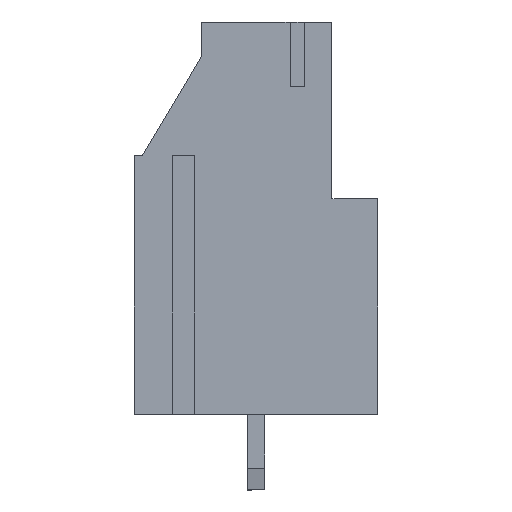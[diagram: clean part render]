
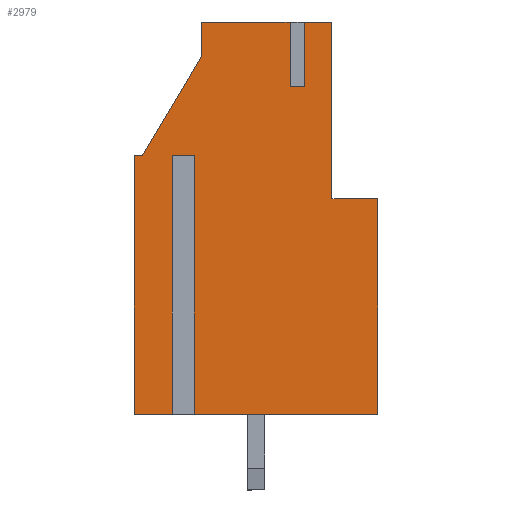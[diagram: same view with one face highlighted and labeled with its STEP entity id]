
A CAD part, top view. The second image highlights one B-rep face of the part: STEP entity #2979.
In plain terms, the highlighted planar face has unit normal (0, 0, 1).
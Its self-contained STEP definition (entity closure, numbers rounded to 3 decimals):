
#18 = LINE ( 'NONE', #2352, #1696 ) ;
#53 = LINE ( 'NONE', #3817, #208 ) ;
#57 = EDGE_CURVE ( 'NONE', #3073, #2110, #1668, .T. ) ;
#77 = CARTESIAN_POINT ( 'NONE',  ( -4.9, -0.15, 20.3 ) ) ;
#89 = FACE_OUTER_BOUND ( 'NONE', #3770, .T. ) ;
#136 = VECTOR ( 'NONE', #1914, 1000. ) ;
#189 = EDGE_CURVE ( 'NONE', #2636, #550, #2586, .T. ) ;
#208 = VECTOR ( 'NONE', #422, 1000. ) ;
#227 = CARTESIAN_POINT ( 'NONE',  ( -10.15, 2.25, 20.3 ) ) ;
#233 = VECTOR ( 'NONE', #4230, 1000. ) ;
#265 = VERTEX_POINT ( 'NONE', #2175 ) ;
#341 = CARTESIAN_POINT ( 'NONE',  ( -2.921, 2.25, 20.3 ) ) ;
#360 = ORIENTED_EDGE ( 'NONE', *, *, #1327, .F. ) ;
#414 = EDGE_CURVE ( 'NONE', #2110, #265, #3916, .T. ) ;
#420 = CARTESIAN_POINT ( 'NONE',  ( -10.075, 11.85, 20.3 ) ) ;
#422 = DIRECTION ( 'NONE',  ( -1., 0., 0. ) ) ;
#438 = VERTEX_POINT ( 'NONE', #4288 ) ;
#447 = EDGE_CURVE ( 'NONE', #3942, #3172, #53, .T. ) ;
#501 = ORIENTED_EDGE ( 'NONE', *, *, #3230, .F. ) ;
#550 = VERTEX_POINT ( 'NONE', #1702 ) ;
#605 = CARTESIAN_POINT ( 'NONE',  ( -2.921, 18.05, 20.3 ) ) ;
#630 = CARTESIAN_POINT ( 'NONE',  ( -2.229, 2.25, 20.3 ) ) ;
#683 = VERTEX_POINT ( 'NONE', #4850 ) ;
#739 = LINE ( 'NONE', #420, #3533 ) ;
#743 = VECTOR ( 'NONE', #4005, 1000. ) ;
#783 = CARTESIAN_POINT ( 'NONE',  ( -8.221, 2.25, 20.3 ) ) ;
#815 = CARTESIAN_POINT ( 'NONE',  ( -0.975, 18.05, 20.3 ) ) ;
#997 = VERTEX_POINT ( 'NONE', #1068 ) ;
#1068 = CARTESIAN_POINT ( 'NONE',  ( -0.975, 9.85, 20.3 ) ) ;
#1086 = EDGE_CURVE ( 'NONE', #4592, #3779, #4281, .T. ) ;
#1152 = ORIENTED_EDGE ( 'NONE', *, *, #189, .F. ) ;
#1199 = LINE ( 'NONE', #1641, #3931 ) ;
#1205 = ORIENTED_EDGE ( 'NONE', *, *, #3873, .F. ) ;
#1250 = CARTESIAN_POINT ( 'NONE',  ( -10.15, 11.85, 20.3 ) ) ;
#1252 = CARTESIAN_POINT ( 'NONE',  ( -7.529, 11.85, 20.3 ) ) ;
#1325 = LINE ( 'NONE', #2513, #743 ) ;
#1326 = DIRECTION ( 'NONE',  ( 0., -1., 0. ) ) ;
#1327 = EDGE_CURVE ( 'NONE', #3371, #683, #1817, .T. ) ;
#1346 = VECTOR ( 'NONE', #4095, 1000. ) ;
#1402 = VECTOR ( 'NONE', #3214, 1000. ) ;
#1424 = EDGE_CURVE ( 'NONE', #997, #3073, #18, .T. ) ;
#1429 = CARTESIAN_POINT ( 'NONE',  ( -2.229, 15.05, 20.3 ) ) ;
#1437 = ORIENTED_EDGE ( 'NONE', *, *, #2032, .F. ) ;
#1508 = CARTESIAN_POINT ( 'NONE',  ( -7.529, 2.25, 20.3 ) ) ;
#1528 = EDGE_CURVE ( 'NONE', #550, #2720, #1325, .T. ) ;
#1628 = VERTEX_POINT ( 'NONE', #1812 ) ;
#1641 = CARTESIAN_POINT ( 'NONE',  ( -9.775, 11.85, 20.3 ) ) ;
#1668 = LINE ( 'NONE', #2406, #4719 ) ;
#1692 = VERTEX_POINT ( 'NONE', #2229 ) ;
#1696 = VECTOR ( 'NONE', #3828, 1000. ) ;
#1702 = CARTESIAN_POINT ( 'NONE',  ( -2.921, 15.05, 20.3 ) ) ;
#1753 = LINE ( 'NONE', #227, #2557 ) ;
#1780 = CARTESIAN_POINT ( 'NONE',  ( -0.975, 2.25, 20.3 ) ) ;
#1812 = CARTESIAN_POINT ( 'NONE',  ( -9.775, 11.85, 20.3 ) ) ;
#1817 = LINE ( 'NONE', #2934, #2168 ) ;
#1897 = DIRECTION ( 'NONE',  ( 0., -1., 0. ) ) ;
#1914 = DIRECTION ( 'NONE',  ( 0., -1., 0. ) ) ;
#2031 = PLANE ( 'NONE',  #3303 ) ;
#2032 = EDGE_CURVE ( 'NONE', #265, #3371, #4117, .T. ) ;
#2110 = VERTEX_POINT ( 'NONE', #4257 ) ;
#2168 = VECTOR ( 'NONE', #3777, 1000. ) ;
#2175 = CARTESIAN_POINT ( 'NONE',  ( -7.529, -0.15, 20.3 ) ) ;
#2229 = CARTESIAN_POINT ( 'NONE',  ( -2.229, 18.05, 20.3 ) ) ;
#2323 = LINE ( 'NONE', #815, #3140 ) ;
#2352 = CARTESIAN_POINT ( 'NONE',  ( -4.9, 9.85, 20.3 ) ) ;
#2406 = CARTESIAN_POINT ( 'NONE',  ( 1.15, 2.25, 20.3 ) ) ;
#2490 = ORIENTED_EDGE ( 'NONE', *, *, #3718, .F. ) ;
#2513 = CARTESIAN_POINT ( 'NONE',  ( -4.9, 15.05, 20.3 ) ) ;
#2557 = VECTOR ( 'NONE', #3243, 1000. ) ;
#2585 = DIRECTION ( 'NONE',  ( -1., 0., 0. ) ) ;
#2586 = LINE ( 'NONE', #341, #3000 ) ;
#2636 = VERTEX_POINT ( 'NONE', #605 ) ;
#2647 = ORIENTED_EDGE ( 'NONE', *, *, #4791, .F. ) ;
#2720 = VERTEX_POINT ( 'NONE', #1429 ) ;
#2806 = ORIENTED_EDGE ( 'NONE', *, *, #447, .F. ) ;
#2894 = VERTEX_POINT ( 'NONE', #1250 ) ;
#2908 = ORIENTED_EDGE ( 'NONE', *, *, #1528, .F. ) ;
#2931 = ORIENTED_EDGE ( 'NONE', *, *, #4149, .F. ) ;
#2934 = CARTESIAN_POINT ( 'NONE',  ( -4.9, 11.85, 20.3 ) ) ;
#2967 = LINE ( 'NONE', #783, #3769 ) ;
#2979 = ADVANCED_FACE ( 'NONE', ( #89 ), #2031, .F. ) ;
#3000 = VECTOR ( 'NONE', #4125, 1000. ) ;
#3029 = CARTESIAN_POINT ( 'NONE',  ( -10.15, -0.15, 20.3 ) ) ;
#3073 = VERTEX_POINT ( 'NONE', #4397 ) ;
#3083 = CARTESIAN_POINT ( 'NONE',  ( -7.025, 18.05, 20.3 ) ) ;
#3140 = VECTOR ( 'NONE', #3478, 1000. ) ;
#3157 = DIRECTION ( 'NONE',  ( 0.513, 0.858, 0. ) ) ;
#3172 = VERTEX_POINT ( 'NONE', #3029 ) ;
#3207 = DIRECTION ( 'NONE',  ( 0., 0., -1. ) ) ;
#3214 = DIRECTION ( 'NONE',  ( 0., -1., 0. ) ) ;
#3230 = EDGE_CURVE ( 'NONE', #4592, #2636, #4181, .T. ) ;
#3243 = DIRECTION ( 'NONE',  ( 0., 1., 0. ) ) ;
#3301 = DIRECTION ( 'NONE',  ( 0., 1., 0. ) ) ;
#3303 = AXIS2_PLACEMENT_3D ( 'NONE', #3483, #3207, #4335 ) ;
#3348 = EDGE_CURVE ( 'NONE', #2720, #1692, #4406, .T. ) ;
#3371 = VERTEX_POINT ( 'NONE', #1252 ) ;
#3389 = ORIENTED_EDGE ( 'NONE', *, *, #3348, .F. ) ;
#3455 = CARTESIAN_POINT ( 'NONE',  ( -4.9, 18.05, 20.3 ) ) ;
#3478 = DIRECTION ( 'NONE',  ( 1., 0., 0. ) ) ;
#3483 = CARTESIAN_POINT ( 'NONE',  ( -4.9, 2.25, 20.3 ) ) ;
#3525 = VECTOR ( 'NONE', #4190, 1000. ) ;
#3528 = EDGE_CURVE ( 'NONE', #1692, #438, #2323, .T. ) ;
#3533 = VECTOR ( 'NONE', #2585, 1000. ) ;
#3617 = ORIENTED_EDGE ( 'NONE', *, *, #3528, .F. ) ;
#3716 = ORIENTED_EDGE ( 'NONE', *, *, #3772, .T. ) ;
#3718 = EDGE_CURVE ( 'NONE', #683, #3942, #2967, .T. ) ;
#3769 = VECTOR ( 'NONE', #1897, 1000. ) ;
#3770 = EDGE_LOOP ( 'NONE', ( #4157, #4701, #1205, #3617, #3389, #2908, #1152, #501, #4300, #2931, #3716, #2647, #2806, #2490, #360, #1437, #4051 ) ) ;
#3772 = EDGE_CURVE ( 'NONE', #1628, #2894, #739, .T. ) ;
#3777 = DIRECTION ( 'NONE',  ( -1., 0., 0. ) ) ;
#3779 = VERTEX_POINT ( 'NONE', #3843 ) ;
#3817 = CARTESIAN_POINT ( 'NONE',  ( -4.9, -0.15, 20.3 ) ) ;
#3828 = DIRECTION ( 'NONE',  ( 1., 0., 0. ) ) ;
#3843 = CARTESIAN_POINT ( 'NONE',  ( -7.025, 16.45, 20.3 ) ) ;
#3873 = EDGE_CURVE ( 'NONE', #438, #997, #4445, .T. ) ;
#3916 = LINE ( 'NONE', #77, #3525 ) ;
#3931 = VECTOR ( 'NONE', #3157, 1000. ) ;
#3942 = VERTEX_POINT ( 'NONE', #4113 ) ;
#4005 = DIRECTION ( 'NONE',  ( 1., 0., 0. ) ) ;
#4051 = ORIENTED_EDGE ( 'NONE', *, *, #414, .F. ) ;
#4095 = DIRECTION ( 'NONE',  ( 0., 1., 0. ) ) ;
#4113 = CARTESIAN_POINT ( 'NONE',  ( -8.221, -0.15, 20.3 ) ) ;
#4117 = LINE ( 'NONE', #1508, #1346 ) ;
#4125 = DIRECTION ( 'NONE',  ( 0., -1., 0. ) ) ;
#4136 = VECTOR ( 'NONE', #3301, 1000. ) ;
#4149 = EDGE_CURVE ( 'NONE', #1628, #3779, #1199, .T. ) ;
#4157 = ORIENTED_EDGE ( 'NONE', *, *, #57, .F. ) ;
#4181 = LINE ( 'NONE', #3455, #233 ) ;
#4190 = DIRECTION ( 'NONE',  ( -1., 0., 0. ) ) ;
#4230 = DIRECTION ( 'NONE',  ( 1., 0., 0. ) ) ;
#4256 = CARTESIAN_POINT ( 'NONE',  ( -7.025, 16.45, 20.3 ) ) ;
#4257 = CARTESIAN_POINT ( 'NONE',  ( 1.15, -0.15, 20.3 ) ) ;
#4281 = LINE ( 'NONE', #4256, #136 ) ;
#4288 = CARTESIAN_POINT ( 'NONE',  ( -0.975, 18.05, 20.3 ) ) ;
#4300 = ORIENTED_EDGE ( 'NONE', *, *, #1086, .T. ) ;
#4335 = DIRECTION ( 'NONE',  ( -1., 0., 0. ) ) ;
#4397 = CARTESIAN_POINT ( 'NONE',  ( 1.15, 9.85, 20.3 ) ) ;
#4406 = LINE ( 'NONE', #630, #4136 ) ;
#4445 = LINE ( 'NONE', #1780, #1402 ) ;
#4592 = VERTEX_POINT ( 'NONE', #3083 ) ;
#4701 = ORIENTED_EDGE ( 'NONE', *, *, #1424, .F. ) ;
#4719 = VECTOR ( 'NONE', #1326, 1000. ) ;
#4791 = EDGE_CURVE ( 'NONE', #3172, #2894, #1753, .T. ) ;
#4850 = CARTESIAN_POINT ( 'NONE',  ( -8.221, 11.85, 20.3 ) ) ;
